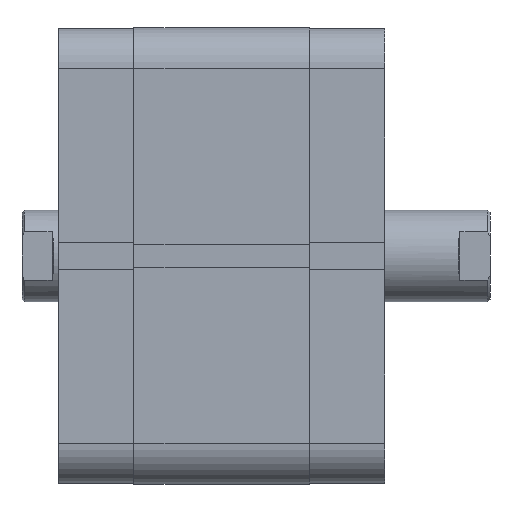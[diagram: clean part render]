
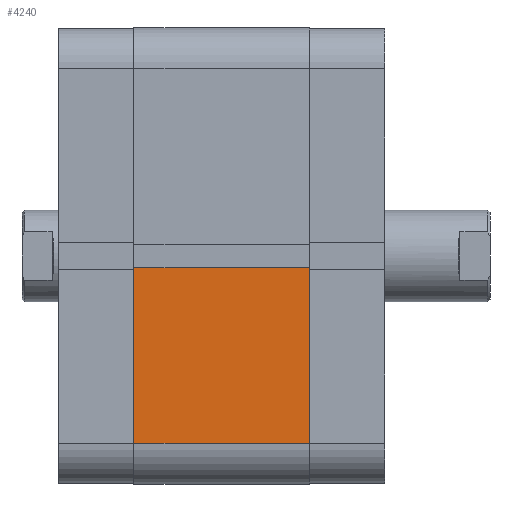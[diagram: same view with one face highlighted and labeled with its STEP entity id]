
A CAD part, front view. The second image highlights one B-rep face of the part: STEP entity #4240.
In plain terms, the highlighted face is planar.
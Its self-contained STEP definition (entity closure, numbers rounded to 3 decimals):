
#641 = EDGE_CURVE ( 'NONE', #3663, #3419, #1851, .T. ) ;
#642 = EDGE_CURVE ( 'NONE', #3662, #3430, #1853, .T. ) ;
#672 = EDGE_CURVE ( 'NONE', #3430, #3419, #1888, .T. ) ;
#719 = EDGE_CURVE ( 'NONE', #3662, #3663, #1994, .T. ) ;
#1115 = AXIS2_PLACEMENT_3D ( 'NONE', #6917, #6920, #6921 ) ;
#1851 = LINE ( 'NONE', #5092, #1856 ) ;
#1853 = LINE ( 'NONE', #5094, #1858 ) ;
#1856 = VECTOR ( 'NONE', #5095, 1000. ) ;
#1858 = VECTOR ( 'NONE', #5097, 1000. ) ;
#1888 = LINE ( 'NONE', #5163, #1893 ) ;
#1893 = VECTOR ( 'NONE', #5164, 1000. ) ;
#1994 = LINE ( 'NONE', #5269, #1995 ) ;
#1995 = VECTOR ( 'NONE', #5270, 1000. ) ;
#2535 = FACE_OUTER_BOUND ( 'NONE', #4454, .T. ) ;
#3419 = VERTEX_POINT ( 'NONE', #5600 ) ;
#3430 = VERTEX_POINT ( 'NONE', #5611 ) ;
#3662 = VERTEX_POINT ( 'NONE', #5843 ) ;
#3663 = VERTEX_POINT ( 'NONE', #5844 ) ;
#3807 = ORIENTED_EDGE ( 'NONE', *, *, #719, .F. ) ;
#3812 = ORIENTED_EDGE ( 'NONE', *, *, #642, .T. ) ;
#3819 = ORIENTED_EDGE ( 'NONE', *, *, #641, .F. ) ;
#3854 = ORIENTED_EDGE ( 'NONE', *, *, #672, .T. ) ;
#4240 = ADVANCED_FACE ( 'NONE', ( #2535 ), #6918, .F. ) ;
#4454 = EDGE_LOOP ( 'NONE', ( #3854, #3819, #3807, #3812 ) ) ;
#5092 = CARTESIAN_POINT ( 'NONE',  ( 50., -2.6, 38.5 ) ) ;
#5094 = CARTESIAN_POINT ( 'NONE',  ( 50., -41., 38.5 ) ) ;
#5095 = DIRECTION ( 'NONE',  ( 0., 0., -1. ) ) ;
#5097 = DIRECTION ( 'NONE',  ( 0., 0., -1. ) ) ;
#5163 = CARTESIAN_POINT ( 'NONE',  ( 50., -2.6, 0. ) ) ;
#5164 = DIRECTION ( 'NONE',  ( 0., 1., 0. ) ) ;
#5269 = CARTESIAN_POINT ( 'NONE',  ( 50., -2.6, 38.5 ) ) ;
#5270 = DIRECTION ( 'NONE',  ( 0., 1., 0. ) ) ;
#5600 = CARTESIAN_POINT ( 'NONE',  ( 50., -2.6, 0. ) ) ;
#5611 = CARTESIAN_POINT ( 'NONE',  ( 50., -41., 0. ) ) ;
#5843 = CARTESIAN_POINT ( 'NONE',  ( 50., -41., 38.5 ) ) ;
#5844 = CARTESIAN_POINT ( 'NONE',  ( 50., -2.6, 38.5 ) ) ;
#6917 = CARTESIAN_POINT ( 'NONE',  ( 50., -2.6, 38.5 ) ) ;
#6918 = PLANE ( 'NONE',  #1115 ) ;
#6920 = DIRECTION ( 'NONE',  ( -1., 0., 0. ) ) ;
#6921 = DIRECTION ( 'NONE',  ( 0., -1., 0. ) ) ;
